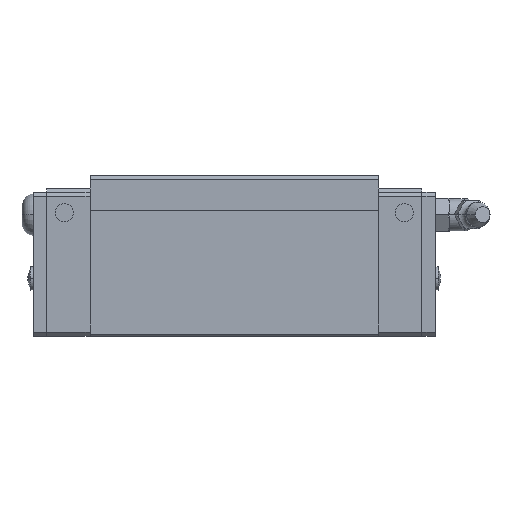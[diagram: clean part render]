
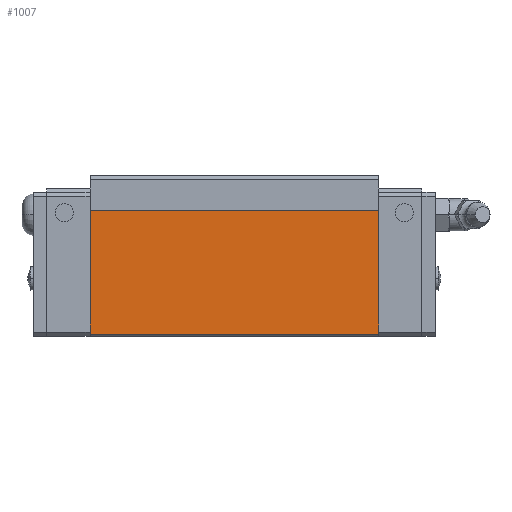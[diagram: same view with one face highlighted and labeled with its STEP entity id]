
A CAD part, left-side view. The second image highlights one B-rep face of the part: STEP entity #1007.
In plain terms, the highlighted planar face has unit normal (-1, 0, 0).
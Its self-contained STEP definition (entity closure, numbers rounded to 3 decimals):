
#1007=ADVANCED_FACE('',(#2069),#2070,.T.);
#2069=FACE_OUTER_BOUND('',#3171,.T.);
#2070=PLANE('',#3172);
#3171=EDGE_LOOP('',(#6239,#6240,#6241,#6242));
#3172=AXIS2_PLACEMENT_3D('',#6243,#6244,#6245);
#6239=ORIENTED_EDGE('',*,*,#7680,.F.);
#6240=ORIENTED_EDGE('',*,*,#7725,.F.);
#6241=ORIENTED_EDGE('',*,*,#7658,.F.);
#6242=ORIENTED_EDGE('',*,*,#7723,.T.);
#6243=CARTESIAN_POINT('',(-29.575,48.701,14.0));
#6244=DIRECTION('',(-1.0,0.0,0.0));
#6245=DIRECTION('',(0.0,0.0,1.0));
#7658=EDGE_CURVE('',#9466,#9468,#9469,.T.);
#7680=EDGE_CURVE('',#9496,#9498,#9499,.T.);
#7723=EDGE_CURVE('',#9466,#9498,#9556,.T.);
#7725=EDGE_CURVE('',#9468,#9496,#9558,.T.);
#9466=VERTEX_POINT('',#13085);
#9468=VERTEX_POINT('',#13088);
#9469=LINE('',#13089,#13090);
#9496=VERTEX_POINT('',#13130);
#9498=VERTEX_POINT('',#13133);
#9499=LINE('',#13134,#13135);
#9556=LINE('',#13219,#13220);
#9558=LINE('',#13222,#13223);
#13085=CARTESIAN_POINT('',(-29.575,13.701,36.5));
#13088=CARTESIAN_POINT('',(-29.575,13.701,6.575));
#13089=CARTESIAN_POINT('',(-29.575,13.701,19.75));
#13090=VECTOR('',#14459,1.0);
#13130=CARTESIAN_POINT('',(-29.575,83.701,6.575));
#13133=CARTESIAN_POINT('',(-29.575,83.701,36.5));
#13134=CARTESIAN_POINT('',(-29.575,83.701,19.75));
#13135=VECTOR('',#14474,1.0);
#13219=CARTESIAN_POINT('',(-29.575,48.701,36.5));
#13220=VECTOR('',#14514,1.0);
#13222=CARTESIAN_POINT('',(-29.575,66.201,6.575));
#13223=VECTOR('',#14515,1.0);
#14459=DIRECTION('',(-0.0,-0.0,-1.0));
#14474=DIRECTION('',(0.0,0.0,1.0));
#14514=DIRECTION('',(0.0,1.0,0.0));
#14515=DIRECTION('',(0.0,1.0,-0.0));
